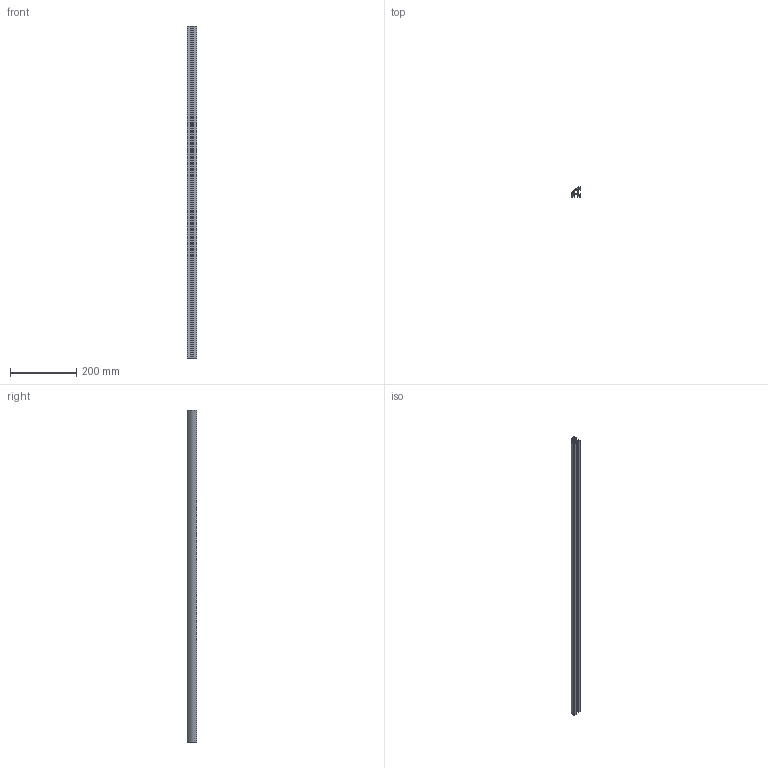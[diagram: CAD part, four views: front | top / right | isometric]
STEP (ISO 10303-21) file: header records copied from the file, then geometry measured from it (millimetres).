
FILE_DESCRIPTION (( 'STEP AP214' ), '1' );
FILE_NAME ('333RX Êîíñòðóêöèîííûé ïðîôèëü 30õ30R.STEP', '2019-10-29T11:19:46', ( 'Windows User' ), ( '' ), 'SwSTEP 2.0', 'SolidWorks 2019', '' );
FILE_SCHEMA (( 'AUTOMOTIVE_DESIGN' ));
Length unit declared in the file: millimetre
Products named in the file (1): 333RX Êîíñòðóêöèîííûé ïðîôèëü 30õ30R
Bounding box: 29.99 x 29.99 x 1000 mm (x, y, z)
Volume: 284021 mm3; surface area: 287871.7 mm2
Topology: 1 solids, 1 shells, 113 faces, 333 edges, 222 vertices
Faces by surface type: cylinder 69, plane 44
Entity records: 3875 total; most frequent: DIRECTION 699, CARTESIAN_POINT 669, ORIENTED_EDGE 666, EDGE_CURVE 333, AXIS2_PLACEMENT_3D 252, VERTEX_POINT 222, VECTOR 195, LINE 195
